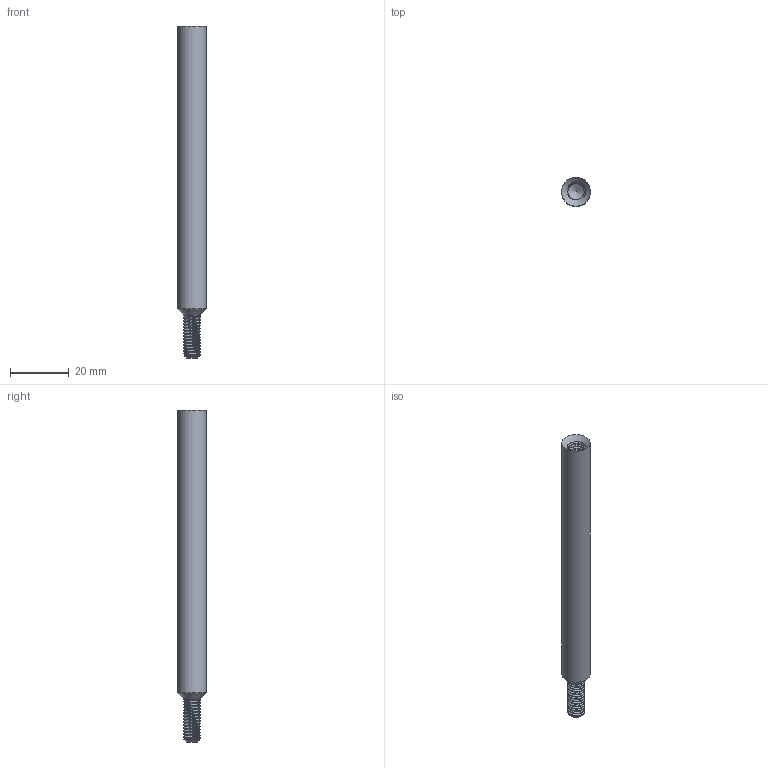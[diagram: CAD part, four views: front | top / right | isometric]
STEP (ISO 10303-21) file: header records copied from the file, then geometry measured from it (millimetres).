
FILE_DESCRIPTION(('FreeCAD Model'),'2;1');
FILE_NAME('Open CASCADE Shape Model','2024-05-11T14:37:15',('Author'),( ''),'Open CASCADE STEP processor 7.6','FreeCAD','Unknown');
FILE_SCHEMA(('AUTOMOTIVE_DESIGN { 1 0 10303 214 1 1 1 1 }'));
Length unit declared in the file: millimetre
Products named in the file (3): Main-Shaft-Part-3; Body075; M6x16LH-ThreadedRod001
Assembly tree (2 placements, depth 2):
  Main-Shaft-Part-3
    Body075
    M6x16LH-ThreadedRod001
Bounding box: 9.8 x 9.8 x 112.81 mm (x, y, z)
Volume: 7148.5 mm3; surface area: 4094.5 mm2
Topology: 2 solids, 2 shells, 148 faces, 300 edges, 155 vertices
Faces by surface type: bspline 102, cylinder 34, cone 8, plane 4
Full cylindrical faces by diameter (mm): 5.5 x16, 6 x14, 9.8 x1
Entity records: 14645 total; most frequent: CARTESIAN_POINT 12414, ORIENTED_EDGE 598, EDGE_CURVE 299, B_SPLINE_CURVE_WITH_KNOTS 211, DIRECTION 166, VERTEX_POINT 155, ADVANCED_FACE 148, FACE_BOUND 148
